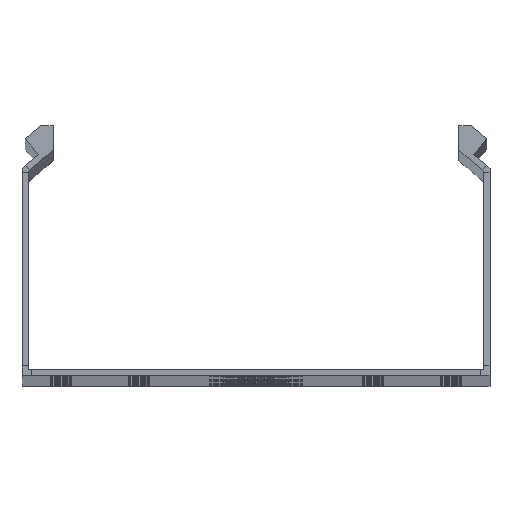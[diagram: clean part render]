
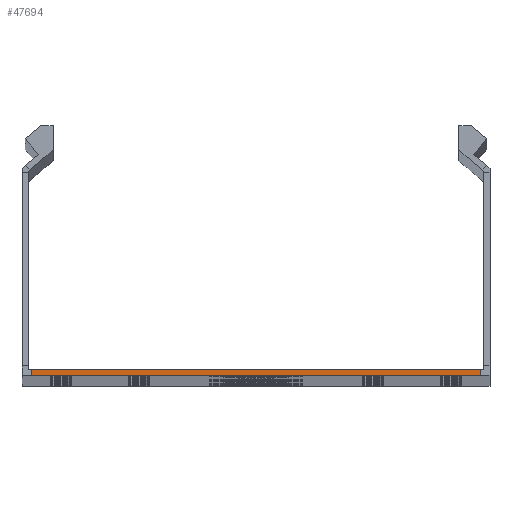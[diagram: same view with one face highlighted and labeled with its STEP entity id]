
A CAD part, top view. The second image highlights one B-rep face of the part: STEP entity #47694.
In plain terms, the highlighted planar face has unit normal (0, 0, 1).
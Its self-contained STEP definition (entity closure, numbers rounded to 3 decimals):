
#1810 = VECTOR ( 'NONE', #21778, 1000. ) ;
#8572 = CARTESIAN_POINT ( 'NONE',  ( -72., 2., 1000. ) ) ;
#8716 = EDGE_CURVE ( 'NONE', #52695, #58944, #22194, .T. ) ;
#11638 = DIRECTION ( 'NONE',  ( 0., 0., 1. ) ) ;
#12278 = CARTESIAN_POINT ( 'NONE',  ( -72., 2., 1000. ) ) ;
#14237 = VECTOR ( 'NONE', #40236, 1000. ) ;
#14688 = ORIENTED_EDGE ( 'NONE', *, *, #8716, .T. ) ;
#16440 = ORIENTED_EDGE ( 'NONE', *, *, #55724, .T. ) ;
#19038 = DIRECTION ( 'NONE',  ( -1., 0., 0. ) ) ;
#20020 = LINE ( 'NONE', #23951, #52629 ) ;
#20775 = PLANE ( 'NONE',  #23542 ) ;
#21778 = DIRECTION ( 'NONE',  ( -1., 0., 0. ) ) ;
#22194 = LINE ( 'NONE', #45084, #1810 ) ;
#22581 = ORIENTED_EDGE ( 'NONE', *, *, #48049, .F. ) ;
#23396 = VERTEX_POINT ( 'NONE', #38775 ) ;
#23542 = AXIS2_PLACEMENT_3D ( 'NONE', #39429, #11638, #40052 ) ;
#23951 = CARTESIAN_POINT ( 'NONE',  ( -75., 0., 1000. ) ) ;
#31110 = CARTESIAN_POINT ( 'NONE',  ( 72., 2., 1000. ) ) ;
#31904 = VECTOR ( 'NONE', #56624, 1000. ) ;
#38655 = CARTESIAN_POINT ( 'NONE',  ( 72., 0., 1000. ) ) ;
#38775 = CARTESIAN_POINT ( 'NONE',  ( 72., 0., 1000. ) ) ;
#39429 = CARTESIAN_POINT ( 'NONE',  ( 73., 3., 1000. ) ) ;
#40052 = DIRECTION ( 'NONE',  ( 1., 0., 0. ) ) ;
#40236 = DIRECTION ( 'NONE',  ( 0., -1., 0. ) ) ;
#40921 = CARTESIAN_POINT ( 'NONE',  ( -72., 0., 1000. ) ) ;
#44296 = LINE ( 'NONE', #38655, #31904 ) ;
#45084 = CARTESIAN_POINT ( 'NONE',  ( -75., 2., 1000. ) ) ;
#47694 = ADVANCED_FACE ( 'NONE', ( #49807 ), #20775, .T. ) ;
#47899 = EDGE_CURVE ( 'NONE', #58944, #51486, #54848, .T. ) ;
#48049 = EDGE_CURVE ( 'NONE', #23396, #51486, #20020, .T. ) ;
#49807 = FACE_OUTER_BOUND ( 'NONE', #57080, .T. ) ;
#51486 = VERTEX_POINT ( 'NONE', #40921 ) ;
#52629 = VECTOR ( 'NONE', #19038, 1000. ) ;
#52695 = VERTEX_POINT ( 'NONE', #31110 ) ;
#54848 = LINE ( 'NONE', #8572, #14237 ) ;
#55724 = EDGE_CURVE ( 'NONE', #23396, #52695, #44296, .T. ) ;
#56216 = ORIENTED_EDGE ( 'NONE', *, *, #47899, .T. ) ;
#56624 = DIRECTION ( 'NONE',  ( 0., 1., 0. ) ) ;
#57080 = EDGE_LOOP ( 'NONE', ( #22581, #16440, #14688, #56216 ) ) ;
#58944 = VERTEX_POINT ( 'NONE', #12278 ) ;
